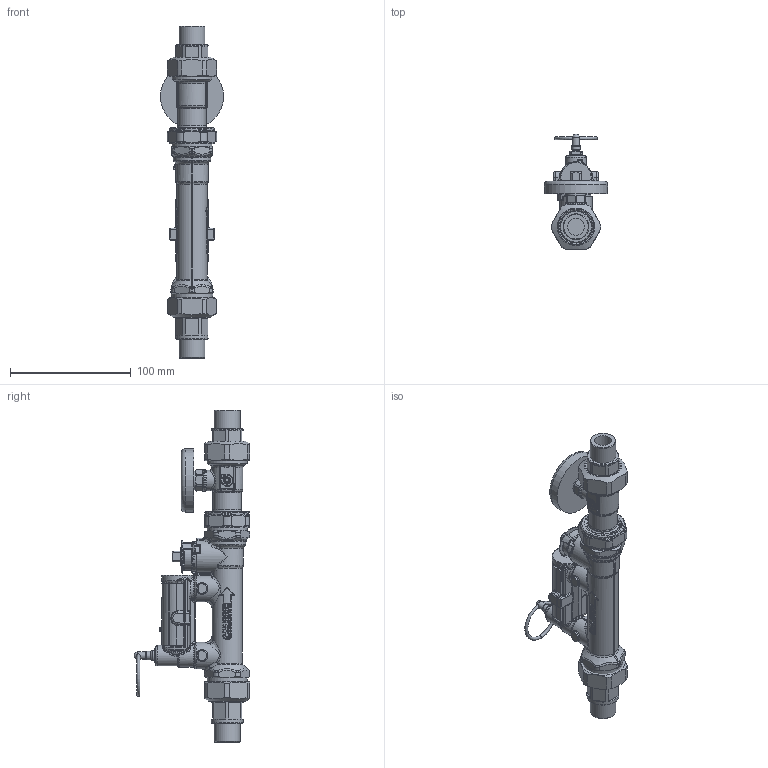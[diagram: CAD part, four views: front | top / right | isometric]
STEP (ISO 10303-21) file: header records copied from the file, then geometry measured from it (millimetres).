
FILE_DESCRIPTION(/* description */ (''),/* implementation_level */ '2;1');
FILE_NAME(/* name */ '132451AFC.stp',/* time_stamp */ '2025-07-15T15:36:27-05:00',/* author */ ('ischreiner'),/* organization */ (''),/* preprocessor_version */ 'ST-DEVELOPER v20',/* originating_system */ 'Autodesk Inventor 2025',/* authorisation */ '');
FILE_SCHEMA (('AUTOMOTIVE_DESIGN { 1 0 10303 214 3 1 1 }'));
Length unit declared in the file: inch
Products named in the file (6): 132451AFC; 132637 - TST; F61008 - 1 inch union nut; NA10358_Simplify_1; R0014494 TP 0.5 male NPT for check; F0002181 TP 0.5 male NPT
Assembly tree (6 placements, depth 2):
  132451AFC
    132637 - TST
    F61008 - 1 inch union nut  x2
    NA10358_Simplify_1
    R0014494 TP 0.5 male NPT for check
    F0002181 TP 0.5 male NPT
Bounding box: 52.32 x 95.91 x 274.8 mm (x, y, z)
Volume: 258714.5 mm3; surface area: 75896.9 mm2
Topology: 12 solids, 12 shells, 2326 faces, 5436 edges, 3059 vertices
Faces by surface type: bspline 1052, cylinder 531, plane 379, sphere 145, torus 110, cone 109
Full cylindrical faces by diameter (mm): 2.5 x1, 3 x1, 3.1 x1, 3.3 x1, 4.1 x1, 4.2 x1, 6 x2, 7 x1, 9.017 x1, 11.176 x1, 11.227 x1, 12.954 x1, 13.6 x1, 14 x2, 14.5 x1, 15.24 x1, 15.875 x1, 17 x2, 18 x1, 20.1 x2, 20.6 x2, 21.3 x2, 22 x2, 22.7 x2, 23.5 x1, 24 x1, 24.2 x1, 26 x1, 26.5 x2, 26.924 x2
Entity records: 144073 total; most frequent: CARTESIAN_POINT 96143, ORIENTED_EDGE 10490, DIRECTION 8743, EDGE_CURVE 5245, AXIS2_PLACEMENT_3D 3773, VERTEX_POINT 3024, EDGE_LOOP 2385, FACE_OUTER_BOUND 2305
